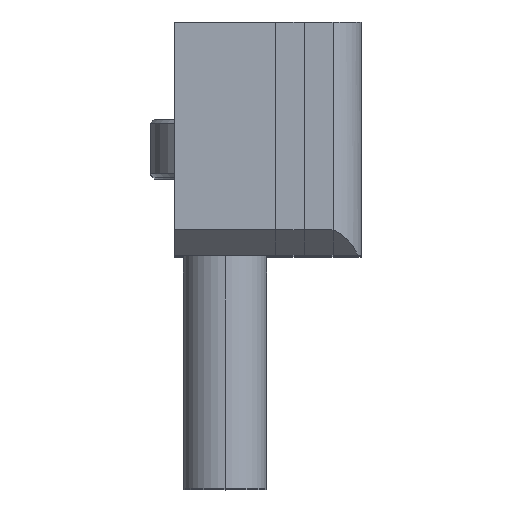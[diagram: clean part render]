
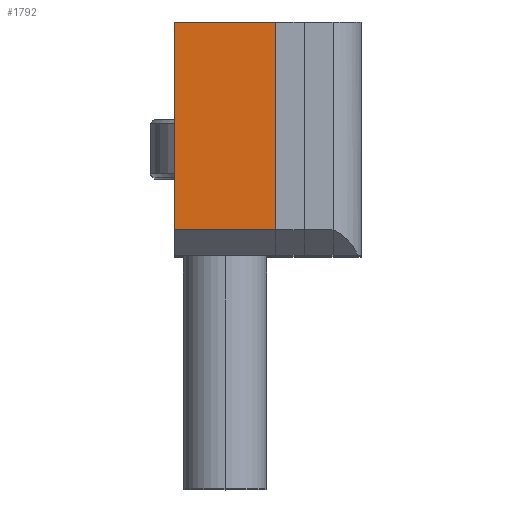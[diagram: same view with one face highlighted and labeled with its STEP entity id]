
A CAD part, top view. The second image highlights one B-rep face of the part: STEP entity #1792.
In plain terms, the highlighted planar face has unit normal (0, 0, 1).
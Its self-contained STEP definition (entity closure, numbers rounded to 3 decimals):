
#235 = CARTESIAN_POINT ( 'NONE',  ( 2.6, -4.2, 30. ) ) ;
#435 = LINE ( 'NONE', #2838, #2272 ) ;
#1065 = VERTEX_POINT ( 'NONE', #5508 ) ;
#1569 = VERTEX_POINT ( 'NONE', #235 ) ;
#1792 = ADVANCED_FACE ( 'NONE', ( #7063 ), #3571, .F. ) ;
#1909 = CARTESIAN_POINT ( 'NONE',  ( 2.6, 0., 30. ) ) ;
#2064 = EDGE_CURVE ( 'NONE', #1569, #3852, #5161, .T. ) ;
#2272 = VECTOR ( 'NONE', #7075, 1000. ) ;
#2387 = DIRECTION ( 'NONE',  ( 0., 0., -1. ) ) ;
#2495 = CARTESIAN_POINT ( 'NONE',  ( 2.6, 6.5, 30. ) ) ;
#2838 = CARTESIAN_POINT ( 'NONE',  ( -2.6, 0., 30. ) ) ;
#2967 = AXIS2_PLACEMENT_3D ( 'NONE', #4158, #2387, #4782 ) ;
#3026 = VECTOR ( 'NONE', #5852, 1000. ) ;
#3209 = CARTESIAN_POINT ( 'NONE',  ( 2.6, -4.2, 30. ) ) ;
#3344 = VECTOR ( 'NONE', #4577, 1000. ) ;
#3520 = EDGE_CURVE ( 'NONE', #7236, #1569, #4262, .T. ) ;
#3571 = PLANE ( 'NONE',  #2967 ) ;
#3639 = DIRECTION ( 'NONE',  ( 0., -1., 0. ) ) ;
#3819 = ORIENTED_EDGE ( 'NONE', *, *, #2064, .F. ) ;
#3852 = VERTEX_POINT ( 'NONE', #6477 ) ;
#4158 = CARTESIAN_POINT ( 'NONE',  ( 2.6, 0., 30. ) ) ;
#4262 = LINE ( 'NONE', #1909, #4981 ) ;
#4577 = DIRECTION ( 'NONE',  ( -1., 0., 0. ) ) ;
#4611 = LINE ( 'NONE', #5273, #3026 ) ;
#4782 = DIRECTION ( 'NONE',  ( -1., 0., 0. ) ) ;
#4981 = VECTOR ( 'NONE', #3639, 1000. ) ;
#5161 = LINE ( 'NONE', #3209, #3344 ) ;
#5273 = CARTESIAN_POINT ( 'NONE',  ( 2.6, 6.5, 30. ) ) ;
#5487 = ORIENTED_EDGE ( 'NONE', *, *, #5669, .T. ) ;
#5508 = CARTESIAN_POINT ( 'NONE',  ( -2.6, 6.5, 30. ) ) ;
#5669 = EDGE_CURVE ( 'NONE', #7236, #1065, #4611, .T. ) ;
#5777 = ORIENTED_EDGE ( 'NONE', *, *, #3520, .F. ) ;
#5852 = DIRECTION ( 'NONE',  ( -1., 0., 0. ) ) ;
#6179 = EDGE_CURVE ( 'NONE', #1065, #3852, #435, .T. ) ;
#6477 = CARTESIAN_POINT ( 'NONE',  ( -2.6, -4.2, 30. ) ) ;
#6855 = EDGE_LOOP ( 'NONE', ( #7394, #3819, #5777, #5487 ) ) ;
#7063 = FACE_OUTER_BOUND ( 'NONE', #6855, .T. ) ;
#7075 = DIRECTION ( 'NONE',  ( 0., -1., 0. ) ) ;
#7236 = VERTEX_POINT ( 'NONE', #2495 ) ;
#7394 = ORIENTED_EDGE ( 'NONE', *, *, #6179, .T. ) ;
